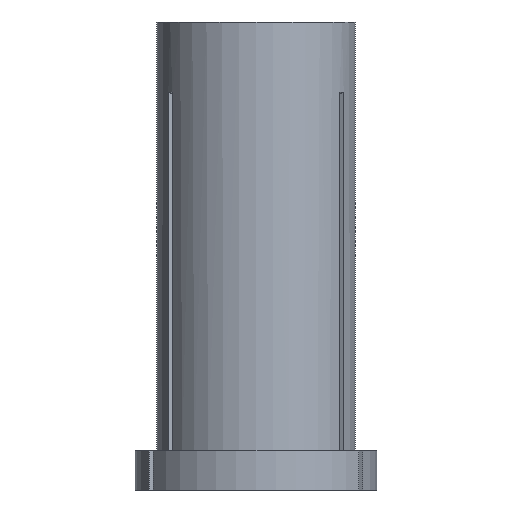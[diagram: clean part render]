
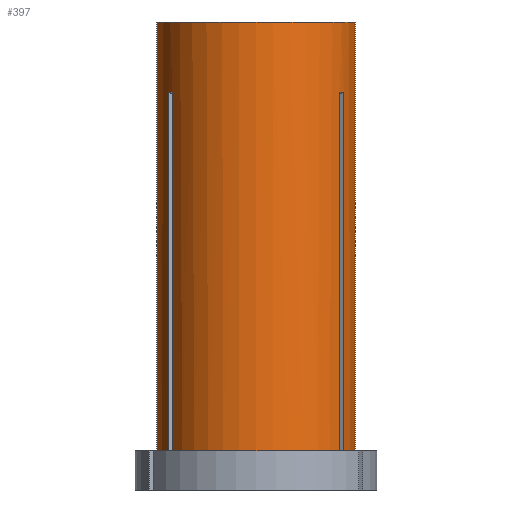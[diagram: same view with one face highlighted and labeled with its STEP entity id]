
A CAD part, front view. The second image highlights one B-rep face of the part: STEP entity #397.
In plain terms, the highlighted cylindrical face has radius 12.7 mm (diameter 25.4 mm), a partial arc.
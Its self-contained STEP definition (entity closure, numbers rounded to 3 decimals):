
#3 = DIRECTION ( 'NONE',  ( 0., 0., 1. ) ) ;
#6 = CARTESIAN_POINT ( 'NONE',  ( -10.829, -6.637, -9.001 ) ) ;
#17 = CARTESIAN_POINT ( 'NONE',  ( 0., 0., -55. ) ) ;
#21 = VERTEX_POINT ( 'NONE', #163 ) ;
#22 = CARTESIAN_POINT ( 'NONE',  ( -10.74, -6.778, -9.003 ) ) ;
#26 = DIRECTION ( 'NONE',  ( 0., 0., 1. ) ) ;
#28 = CARTESIAN_POINT ( 'NONE',  ( 10.74, -6.778, -9.003 ) ) ;
#52 = CARTESIAN_POINT ( 'NONE',  ( 11.24, -5.912, -9.003 ) ) ;
#54 = VERTEX_POINT ( 'NONE', #586 ) ;
#59 = AXIS2_PLACEMENT_3D ( 'NONE', #245, #1196, #1323 ) ;
#69 = CARTESIAN_POINT ( 'NONE',  ( 10.74, -6.778, 0. ) ) ;
#89 = ORIENTED_EDGE ( 'NONE', *, *, #1143, .F. ) ;
#116 = CARTESIAN_POINT ( 'NONE',  ( 12.7, 0., 0. ) ) ;
#122 = VERTEX_POINT ( 'NONE', #1154 ) ;
#134 = CARTESIAN_POINT ( 'NONE',  ( 0., 0., -55. ) ) ;
#163 = CARTESIAN_POINT ( 'NONE',  ( 11.24, -5.912, -9.003 ) ) ;
#173 = ORIENTED_EDGE ( 'NONE', *, *, #257, .F. ) ;
#184 = VECTOR ( 'NONE', #26, 1000. ) ;
#198 = EDGE_LOOP ( 'NONE', ( #447, #306, #374, #209, #173, #314, #386, #311, #639, #1341, #922, #89 ) ) ;
#209 = ORIENTED_EDGE ( 'NONE', *, *, #1070, .T. ) ;
#233 = CARTESIAN_POINT ( 'NONE',  ( -11.001, -6.353, -8.999 ) ) ;
#239 = LINE ( 'NONE', #949, #625 ) ;
#243 = DIRECTION ( 'NONE',  ( 1., 0., 0. ) ) ;
#245 = CARTESIAN_POINT ( 'NONE',  ( 0., 0., 0. ) ) ;
#257 = EDGE_CURVE ( 'NONE', #122, #1284, #1321, .T. ) ;
#265 = DIRECTION ( 'NONE',  ( 0., 0., 1. ) ) ;
#279 = DIRECTION ( 'NONE',  ( 0., 0., 1. ) ) ;
#297 = DIRECTION ( 'NONE',  ( 0., 0., 1. ) ) ;
#306 = ORIENTED_EDGE ( 'NONE', *, *, #626, .T. ) ;
#311 = ORIENTED_EDGE ( 'NONE', *, *, #795, .T. ) ;
#313 = EDGE_CURVE ( 'NONE', #1100, #673, #239, .T. ) ;
#314 = ORIENTED_EDGE ( 'NONE', *, *, #969, .T. ) ;
#320 = VERTEX_POINT ( 'NONE', #956 ) ;
#335 = CARTESIAN_POINT ( 'NONE',  ( -12.7, 0., -55. ) ) ;
#347 = VERTEX_POINT ( 'NONE', #1046 ) ;
#365 = CARTESIAN_POINT ( 'NONE',  ( 11.163, -6.059, -9.001 ) ) ;
#369 = CARTESIAN_POINT ( 'NONE',  ( 0., 0., 0. ) ) ;
#373 = VERTEX_POINT ( 'NONE', #498 ) ;
#374 = ORIENTED_EDGE ( 'NONE', *, *, #313, .T. ) ;
#386 = ORIENTED_EDGE ( 'NONE', *, *, #432, .T. ) ;
#397 = ADVANCED_FACE ( 'NONE', ( #401 ), #1312, .T. ) ;
#401 = FACE_OUTER_BOUND ( 'NONE', #198, .T. ) ;
#404 = B_SPLINE_CURVE_WITH_KNOTS ( 'NONE', 3,
 ( #481, #1022, #785, #1014, #365, #52 ),
 .UNSPECIFIED., .F., .F.,
 ( 4, 2, 4 ),
 ( 0.07, 0.07, 0.071 ),
 .UNSPECIFIED. ) ;
#418 = DIRECTION ( 'NONE',  ( 1., 0., 0. ) ) ;
#432 = EDGE_CURVE ( 'NONE', #347, #729, #1288, .T. ) ;
#447 = ORIENTED_EDGE ( 'NONE', *, *, #1232, .F. ) ;
#481 = CARTESIAN_POINT ( 'NONE',  ( 10.74, -6.778, -9.003 ) ) ;
#498 = CARTESIAN_POINT ( 'NONE',  ( 12.7, 0., -55. ) ) ;
#512 = B_SPLINE_CURVE_WITH_KNOTS ( 'NONE', 3,
 ( #532, #988, #233, #6, #22 ),
 .UNSPECIFIED., .F., .F.,
 ( 4, 1, 4 ),
 ( 0.063, 0.063, 0.064 ),
 .UNSPECIFIED. ) ;
#513 = VECTOR ( 'NONE', #279, 1000. ) ;
#520 = DIRECTION ( 'NONE',  ( 0., 0., 1. ) ) ;
#531 = EDGE_CURVE ( 'NONE', #54, #21, #1121, .T. ) ;
#532 = CARTESIAN_POINT ( 'NONE',  ( -11.24, -5.912, -9.003 ) ) ;
#554 = VECTOR ( 'NONE', #1367, 1000. ) ;
#586 = CARTESIAN_POINT ( 'NONE',  ( 11.24, -5.912, -55. ) ) ;
#604 = CIRCLE ( 'NONE', #742, 12.7 ) ;
#625 = VECTOR ( 'NONE', #1148, 1000. ) ;
#626 = EDGE_CURVE ( 'NONE', #1108, #1100, #604, .T. ) ;
#635 = VERTEX_POINT ( 'NONE', #116 ) ;
#639 = ORIENTED_EDGE ( 'NONE', *, *, #531, .F. ) ;
#649 = DIRECTION ( 'NONE',  ( 1., 0., 0. ) ) ;
#673 = VERTEX_POINT ( 'NONE', #884 ) ;
#729 = VERTEX_POINT ( 'NONE', #28 ) ;
#742 = AXIS2_PLACEMENT_3D ( 'NONE', #17, #3, #649 ) ;
#785 = CARTESIAN_POINT ( 'NONE',  ( 10.916, -6.493, -9. ) ) ;
#795 = EDGE_CURVE ( 'NONE', #729, #21, #404, .T. ) ;
#817 = EDGE_CURVE ( 'NONE', #373, #635, #836, .T. ) ;
#836 = LINE ( 'NONE', #1332, #1071 ) ;
#874 = LINE ( 'NONE', #1122, #184 ) ;
#876 = CARTESIAN_POINT ( 'NONE',  ( -10.74, -6.778, 0. ) ) ;
#877 = DIRECTION ( 'NONE',  ( 0., 0., 1. ) ) ;
#884 = CARTESIAN_POINT ( 'NONE',  ( -11.24, -5.912, -9.003 ) ) ;
#909 = DIRECTION ( 'NONE',  ( 0., 0., 1. ) ) ;
#922 = ORIENTED_EDGE ( 'NONE', *, *, #817, .T. ) ;
#949 = CARTESIAN_POINT ( 'NONE',  ( -11.24, -5.912, 0. ) ) ;
#956 = CARTESIAN_POINT ( 'NONE',  ( -12.7, 0., 0. ) ) ;
#969 = EDGE_CURVE ( 'NONE', #122, #347, #1255, .T. ) ;
#988 = CARTESIAN_POINT ( 'NONE',  ( -11.162, -6.06, -9.001 ) ) ;
#1014 = CARTESIAN_POINT ( 'NONE',  ( 11.083, -6.204, -9. ) ) ;
#1022 = CARTESIAN_POINT ( 'NONE',  ( 10.829, -6.636, -9.001 ) ) ;
#1036 = DIRECTION ( 'NONE',  ( 1., 0., 0. ) ) ;
#1046 = CARTESIAN_POINT ( 'NONE',  ( 10.74, -6.778, -55. ) ) ;
#1047 = CARTESIAN_POINT ( 'NONE',  ( -10.74, -6.778, -9.003 ) ) ;
#1061 = AXIS2_PLACEMENT_3D ( 'NONE', #134, #877, #243 ) ;
#1070 = EDGE_CURVE ( 'NONE', #673, #1284, #512, .T. ) ;
#1071 = VECTOR ( 'NONE', #297, 1000. ) ;
#1100 = VERTEX_POINT ( 'NONE', #1278 ) ;
#1108 = VERTEX_POINT ( 'NONE', #335 ) ;
#1121 = LINE ( 'NONE', #1165, #554 ) ;
#1122 = CARTESIAN_POINT ( 'NONE',  ( -12.7, 0., 0. ) ) ;
#1143 = EDGE_CURVE ( 'NONE', #320, #635, #1371, .T. ) ;
#1148 = DIRECTION ( 'NONE',  ( 0., 0., 1. ) ) ;
#1154 = CARTESIAN_POINT ( 'NONE',  ( -10.74, -6.778, -55. ) ) ;
#1163 = CARTESIAN_POINT ( 'NONE',  ( 0., 0., -55. ) ) ;
#1165 = CARTESIAN_POINT ( 'NONE',  ( 11.24, -5.912, 0. ) ) ;
#1192 = VECTOR ( 'NONE', #909, 1000. ) ;
#1196 = DIRECTION ( 'NONE',  ( 0., 0., 1. ) ) ;
#1217 = CIRCLE ( 'NONE', #1061, 12.7 ) ;
#1229 = EDGE_CURVE ( 'NONE', #54, #373, #1217, .T. ) ;
#1232 = EDGE_CURVE ( 'NONE', #1108, #320, #874, .T. ) ;
#1255 = CIRCLE ( 'NONE', #1313, 12.7 ) ;
#1278 = CARTESIAN_POINT ( 'NONE',  ( -11.24, -5.912, -55. ) ) ;
#1284 = VERTEX_POINT ( 'NONE', #1047 ) ;
#1288 = LINE ( 'NONE', #69, #1192 ) ;
#1303 = AXIS2_PLACEMENT_3D ( 'NONE', #369, #265, #1036 ) ;
#1312 = CYLINDRICAL_SURFACE ( 'NONE', #1303, 12.7 ) ;
#1313 = AXIS2_PLACEMENT_3D ( 'NONE', #1163, #520, #418 ) ;
#1321 = LINE ( 'NONE', #876, #513 ) ;
#1323 = DIRECTION ( 'NONE',  ( 1., 0., 0. ) ) ;
#1332 = CARTESIAN_POINT ( 'NONE',  ( 12.7, 0., 0. ) ) ;
#1341 = ORIENTED_EDGE ( 'NONE', *, *, #1229, .T. ) ;
#1367 = DIRECTION ( 'NONE',  ( 0., 0., 1. ) ) ;
#1371 = CIRCLE ( 'NONE', #59, 12.7 ) ;
